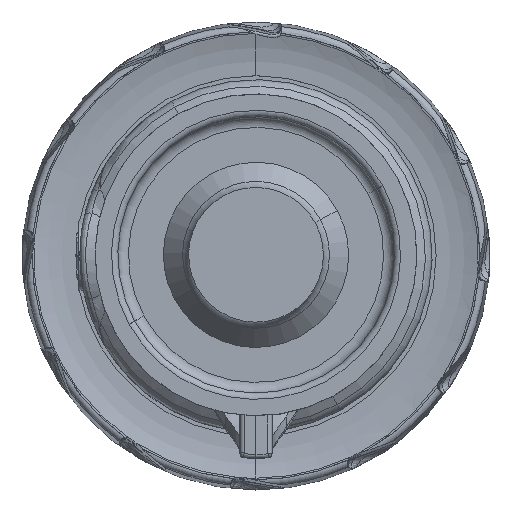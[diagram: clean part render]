
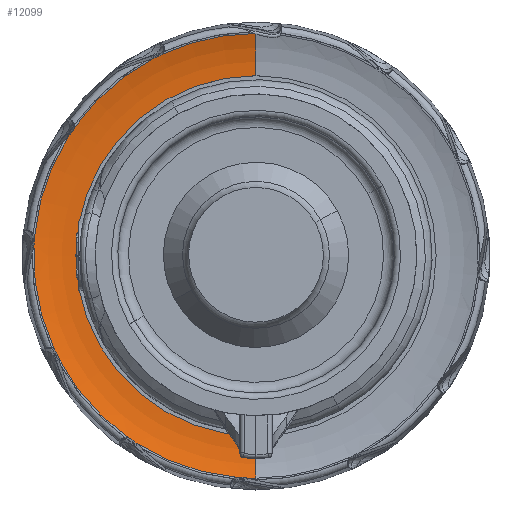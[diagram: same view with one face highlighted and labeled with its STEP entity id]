
A CAD part, top view. The second image highlights one B-rep face of the part: STEP entity #12099.
In plain terms, the highlighted toroidal (fillet/blend) face has major radius 34.15 mm and minor radius 22.022 mm.
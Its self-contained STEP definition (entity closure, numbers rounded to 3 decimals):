
#67=CARTESIAN_POINT('',(0.,41.501,4.309));
#69=CARTESIAN_POINT('',(0.,41.501,4.309));
#70=CARTESIAN_POINT('',(-0.055,41.518,4.315));
#71=CARTESIAN_POINT('',(-0.162,41.553,4.328));
#72=CARTESIAN_POINT('',(-0.311,41.605,4.347));
#73=CARTESIAN_POINT('',(-0.402,41.641,4.36));
#74=CARTESIAN_POINT('',(-0.445,41.661,4.367));
#2588=CARTESIAN_POINT('',(-3.68,-41.5,
4.367));
#2590=CARTESIAN_POINT('',(-3.68,-41.5,
4.367));
#2591=CARTESIAN_POINT('',(-3.591,-41.485,
4.359));
#2592=CARTESIAN_POINT('',(-3.402,-41.466,
4.346));
#2593=CARTESIAN_POINT('',(-3.083,-41.465,
4.337));
#2594=CARTESIAN_POINT('',(-2.731,-41.492,
4.338));
#2595=CARTESIAN_POINT('',(-2.347,-41.544,
4.348));
#2596=CARTESIAN_POINT('',(-2.07,-41.592,
4.36));
#2597=CARTESIAN_POINT('',(-1.926,-41.618,
4.367));
#2649=CARTESIAN_POINT('',(0.,0.,
4.367));
#2650=DIRECTION('',(0.,0.,1.));
#2651=DIRECTION('',(-0.539,-0.842,0.));
#2652=AXIS2_PLACEMENT_3D('',#2649,#2650,#2651);
#2661=CARTESIAN_POINT('',(0.,34.15,25.068));
#2662=DIRECTION('',(-1.,0.,0.));
#2663=DIRECTION('',(0.,0.334,-0.943));
#2664=AXIS2_PLACEMENT_3D('',#2661,#2662,#2663);
#2666=CARTESIAN_POINT('',(0.,0.,3.05));
#2667=DIRECTION('',(0.,0.,1.));
#2668=DIRECTION('',(0.,1.,0.));
#2669=AXIS2_PLACEMENT_3D('',#2666,#2667,#2668);
#2671=CARTESIAN_POINT('',(0.,-34.15,25.068));
#2672=DIRECTION('',(-1.,0.,0.));
#2673=DIRECTION('',(0.,0.018,-1.));
#2674=AXIS2_PLACEMENT_3D('',#2671,#2672,#2673);
#2676=CARTESIAN_POINT('',(0.,0.,4.367));
#2677=DIRECTION('',(0.,0.,-1.));
#2678=DIRECTION('',(0.,-1.,0.));
#2679=AXIS2_PLACEMENT_3D('',#2676,#2677,#2678);
#3514=CARTESIAN_POINT('',(-23.937,-34.1,
4.367));
#3516=CARTESIAN_POINT('',(-23.937,-34.1,
4.367));
#3517=CARTESIAN_POINT('',(-23.853,-34.132,
4.359));
#3518=CARTESIAN_POINT('',(-23.679,-34.21,
4.346));
#3519=CARTESIAN_POINT('',(-23.402,-34.369,
4.337));
#3520=CARTESIAN_POINT('',(-23.111,-34.568,
4.338));
#3521=CARTESIAN_POINT('',(-22.805,-34.804,
4.348));
#3522=CARTESIAN_POINT('',(-22.588,-34.984,
4.36));
#3523=CARTESIAN_POINT('',(-22.477,-35.08,
4.367));
#3623=CARTESIAN_POINT('',(0.,0.,
4.367));
#3624=DIRECTION('',(0.,0.,1.));
#3625=DIRECTION('',(-0.888,-0.459,0.));
#3626=AXIS2_PLACEMENT_3D('',#3623,#3624,#3625);
#3683=CARTESIAN_POINT('',(-37.78,-17.563,
4.367));
#3685=CARTESIAN_POINT('',(-37.78,-17.563,
4.367));
#3686=CARTESIAN_POINT('',(-37.723,-17.633,
4.359));
#3687=CARTESIAN_POINT('',(-37.611,-17.787,
4.346));
#3688=CARTESIAN_POINT('',(-37.451,-18.063,
4.337));
#3689=CARTESIAN_POINT('',(-37.299,-18.381,
4.338));
#3690=CARTESIAN_POINT('',(-37.152,-18.739,
4.348));
#3691=CARTESIAN_POINT('',(-37.054,-19.003,
4.36));
#3692=CARTESIAN_POINT('',(-37.005,-19.142,
4.367));
#3776=CARTESIAN_POINT('',(0.,0.,
4.367));
#3777=DIRECTION('',(0.,0.,1.));
#3778=DIRECTION('',(-0.999,0.046,0.));
#3779=AXIS2_PLACEMENT_3D('',#3776,#3777,#3778);
#3824=CARTESIAN_POINT('',(-41.5,3.68,4.367));
#3825=CARTESIAN_POINT('',(-41.485,3.591,4.359));
#3826=CARTESIAN_POINT('',(-41.466,3.402,4.346));
#3827=CARTESIAN_POINT('',(-41.465,3.083,4.337));
#3828=CARTESIAN_POINT('',(-41.492,2.731,4.338));
#3829=CARTESIAN_POINT('',(-41.544,2.347,4.348));
#3830=CARTESIAN_POINT('',(-41.592,2.07,4.36));
#3831=CARTESIAN_POINT('',(-41.618,1.926,4.367));
#3922=CARTESIAN_POINT('',(0.,0.,
4.367));
#3923=DIRECTION('',(0.,0.,1.));
#3924=DIRECTION('',(-0.842,0.539,0.));
#3925=AXIS2_PLACEMENT_3D('',#3922,#3923,#3924);
#3989=CARTESIAN_POINT('',(-34.1,23.937,4.367));
#3991=CARTESIAN_POINT('',(-34.1,23.937,4.367));
#3992=CARTESIAN_POINT('',(-34.132,23.853,4.359));
#3993=CARTESIAN_POINT('',(-34.209,23.68,4.346));
#3994=CARTESIAN_POINT('',(-34.368,23.404,4.337));
#3995=CARTESIAN_POINT('',(-34.566,23.113,4.338));
#3996=CARTESIAN_POINT('',(-34.803,22.806,4.348));
#3997=CARTESIAN_POINT('',(-34.984,22.589,4.36));
#3998=CARTESIAN_POINT('',(-35.08,22.477,4.367));
#4082=CARTESIAN_POINT('',(0.,0.,
4.367));
#4083=DIRECTION('',(0.,0.,1.));
#4084=DIRECTION('',(-0.459,0.888,0.));
#4085=AXIS2_PLACEMENT_3D('',#4082,#4083,#4084);
#4142=CARTESIAN_POINT('',(-17.563,37.78,4.367));
#4144=CARTESIAN_POINT('',(-17.563,37.78,4.367));
#4145=CARTESIAN_POINT('',(-17.633,37.723,4.359));
#4146=CARTESIAN_POINT('',(-17.787,37.611,4.346));
#4147=CARTESIAN_POINT('',(-18.063,37.451,4.337));
#4148=CARTESIAN_POINT('',(-18.381,37.299,4.338));
#4149=CARTESIAN_POINT('',(-18.739,37.152,4.348));
#4150=CARTESIAN_POINT('',(-19.003,37.054,4.36));
#4151=CARTESIAN_POINT('',(-19.142,37.005,4.367));
#4241=CARTESIAN_POINT('',(-0.445,41.661,
4.367));
#4243=CARTESIAN_POINT('',(0.,0.,
4.367));
#4244=DIRECTION('',(0.,0.,1.));
#4245=DIRECTION('',(-0.011,1.,0.));
#4246=AXIS2_PLACEMENT_3D('',#4243,#4244,#4245);
#8146=CARTESIAN_POINT('',(0.,-33.75,3.05));
#8147=CARTESIAN_POINT('',(0.,33.75,3.05));
#8148=VERTEX_POINT('',#8146);
#8149=VERTEX_POINT('',#8147);
#8164=VERTEX_POINT('',#4142);
#8165=VERTEX_POINT('',#4151);
#8184=VERTEX_POINT('',#3989);
#8185=VERTEX_POINT('',#3998);
#8196=VERTEX_POINT('',#3824);
#8197=VERTEX_POINT('',#3831);
#8216=VERTEX_POINT('',#3683);
#8217=VERTEX_POINT('',#3692);
#8232=VERTEX_POINT('',#3514);
#8233=VERTEX_POINT('',#3523);
#8249=VERTEX_POINT('',#2588);
#8250=VERTEX_POINT('',#2597);
#8251=CARTESIAN_POINT('',(0.,-41.663,4.367));
#8252=VERTEX_POINT('',#8251);
#8351=VERTEX_POINT('',#4241);
#8353=VERTEX_POINT('',#67);
#12064=CARTESIAN_POINT('',(0.,0.,25.068));
#12065=DIRECTION('',(0.,0.,1.));
#12066=DIRECTION('',(0.,-1.,0.));
#12067=AXIS2_PLACEMENT_3D('',#12064,#12065,#12066);
#12068=TOROIDAL_SURFACE('',#12067,34.15,22.022);
#12069=ORIENTED_EDGE('',*,*,#9102,.F.);
#12070=ORIENTED_EDGE('',*,*,#8776,.T.);
#12071=ORIENTED_EDGE('',*,*,#8724,.T.);
#12072=ORIENTED_EDGE('',*,*,#8773,.T.);
#12074=ORIENTED_EDGE('',*,*,#12073,.T.);
#12075=ORIENTED_EDGE('',*,*,#12010,.F.);
#12076=ORIENTED_EDGE('',*,*,#12055,.F.);
#12078=ORIENTED_EDGE('',*,*,#12077,.F.);
#12080=ORIENTED_EDGE('',*,*,#12079,.F.);
#12082=ORIENTED_EDGE('',*,*,#12081,.F.);
#12084=ORIENTED_EDGE('',*,*,#12083,.F.);
#12086=ORIENTED_EDGE('',*,*,#12085,.F.);
#12088=ORIENTED_EDGE('',*,*,#12087,.F.);
#12090=ORIENTED_EDGE('',*,*,#12089,.F.);
#12092=ORIENTED_EDGE('',*,*,#12091,.F.);
#12094=ORIENTED_EDGE('',*,*,#12093,.F.);
#12096=ORIENTED_EDGE('',*,*,#12095,.F.);
#12097=EDGE_LOOP('',(#12069,#12070,#12071,#12072,#12074,#12075,#12076,#12078,
#12080,#12082,#12084,#12086,#12088,#12090,#12092,#12094,#12096));
#12098=FACE_OUTER_BOUND('',#12097,.F.);
#12099=ADVANCED_FACE('',(#12098),#12068,.F.);
#75=B_SPLINE_CURVE_WITH_KNOTS('',3,(#69,#70,#71,#72,#73,#74),.UNSPECIFIED.,.F.,
.F.,(4,1,1,4),(0.,0.333,0.667,1.),.UNSPECIFIED.);
#2598=B_SPLINE_CURVE_WITH_KNOTS('',3,(#2590,#2591,#2592,#2593,#2594,#2595,#2596,
#2597),.UNSPECIFIED.,.F.,.F.,(4,1,1,1,1,4),(0.,0.2,0.4,0.6,0.8,1.),
.UNSPECIFIED.);
#2653=CIRCLE('',#2652,41.663);
#2665=CIRCLE('',#2664,22.022);
#2670=CIRCLE('',#2669,33.75);
#2675=CIRCLE('',#2674,22.022);
#2680=CIRCLE('',#2679,41.663);
#3524=B_SPLINE_CURVE_WITH_KNOTS('',3,(#3516,#3517,#3518,#3519,#3520,#3521,#3522,
#3523),.UNSPECIFIED.,.F.,.F.,(4,1,1,1,1,4),(0.,0.2,0.4,0.6,0.8,1.),
.UNSPECIFIED.);
#3627=CIRCLE('',#3626,41.663);
#3693=B_SPLINE_CURVE_WITH_KNOTS('',3,(#3685,#3686,#3687,#3688,#3689,#3690,#3691,
#3692),.UNSPECIFIED.,.F.,.F.,(4,1,1,1,1,4),(0.,0.2,0.4,0.6,0.8,1.),
.UNSPECIFIED.);
#3780=CIRCLE('',#3779,41.663);
#3832=B_SPLINE_CURVE_WITH_KNOTS('',3,(#3824,#3825,#3826,#3827,#3828,#3829,#3830,
#3831),.UNSPECIFIED.,.F.,.F.,(4,1,1,1,1,4),(0.,0.2,0.4,0.6,0.8,1.),
.UNSPECIFIED.);
#3926=CIRCLE('',#3925,41.663);
#3999=B_SPLINE_CURVE_WITH_KNOTS('',3,(#3991,#3992,#3993,#3994,#3995,#3996,#3997,
#3998),.UNSPECIFIED.,.F.,.F.,(4,1,1,1,1,4),(0.,0.2,0.4,0.6,0.8,1.),
.UNSPECIFIED.);
#4086=CIRCLE('',#4085,41.663);
#4152=B_SPLINE_CURVE_WITH_KNOTS('',3,(#4144,#4145,#4146,#4147,#4148,#4149,#4150,
#4151),.UNSPECIFIED.,.F.,.F.,(4,1,1,1,1,4),(0.,0.2,0.4,0.6,0.8,1.),
.UNSPECIFIED.);
#4247=CIRCLE('',#4246,41.663);
#8724=EDGE_CURVE('',#8149,#8148,#2670,.T.);
#8773=EDGE_CURVE('',#8148,#8252,#2675,.T.);
#8776=EDGE_CURVE('',#8353,#8149,#2665,.T.);
#9102=EDGE_CURVE('',#8353,#8351,#75,.T.);
#12010=EDGE_CURVE('',#8249,#8250,#2598,.T.);
#12055=EDGE_CURVE('',#8233,#8249,#2653,.T.);
#12073=EDGE_CURVE('',#8252,#8250,#2680,.T.);
#12077=EDGE_CURVE('',#8232,#8233,#3524,.T.);
#12079=EDGE_CURVE('',#8217,#8232,#3627,.T.);
#12081=EDGE_CURVE('',#8216,#8217,#3693,.T.);
#12083=EDGE_CURVE('',#8197,#8216,#3780,.T.);
#12085=EDGE_CURVE('',#8196,#8197,#3832,.T.);
#12087=EDGE_CURVE('',#8185,#8196,#3926,.T.);
#12089=EDGE_CURVE('',#8184,#8185,#3999,.T.);
#12091=EDGE_CURVE('',#8165,#8184,#4086,.T.);
#12093=EDGE_CURVE('',#8164,#8165,#4152,.T.);
#12095=EDGE_CURVE('',#8351,#8164,#4247,.T.);
